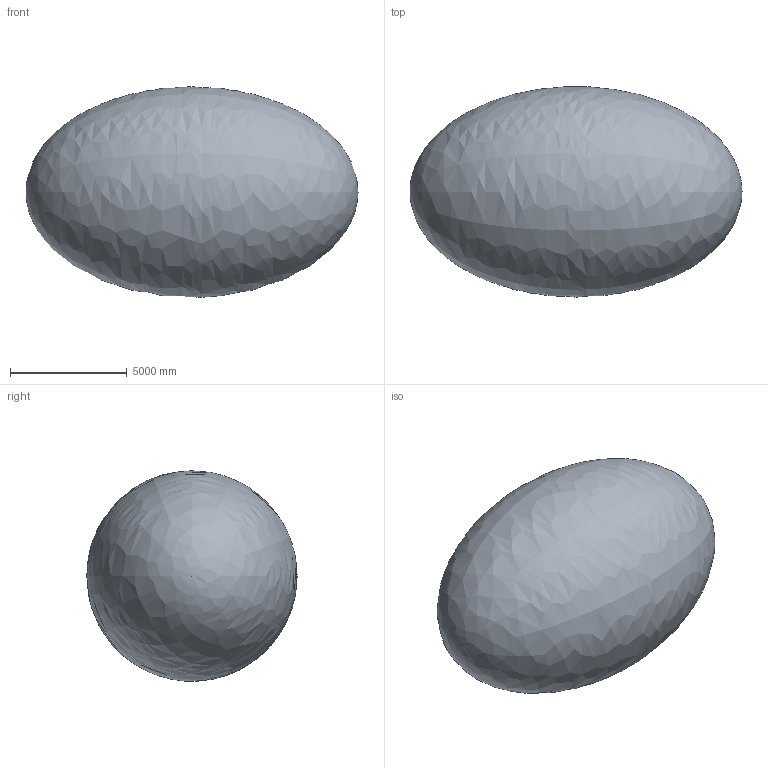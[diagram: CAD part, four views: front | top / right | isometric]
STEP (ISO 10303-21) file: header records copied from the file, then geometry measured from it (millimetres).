
FILE_DESCRIPTION(/* description */ ('STEP AP203'),/* implementation_level */ '2;1');
FILE_NAME(/* name */ 'APOLLO_capsule_immersed.step',/* time_stamp */ '2025-07-08T10:11:01-06:00',/* author */ (''),/* organization */ (''),/* preprocessor_version */ 'ST-DEVELOPER v20.1',/* originating_system */ 'Autodesk Translation Framework v14.10.0.0',/* authorisation */ '');
FILE_SCHEMA (('AUTOMOTIVE_DESIGN { 1 0 10303 214 3 1 1 }'));
Length unit declared in the file: millimetre
Products named in the file (2): APOLLO capsule; Component1
Assembly tree (1 placements, depth 2):
  APOLLO capsule
    Component1
Bounding box: 14197.43 x 8991.51 x 8998.74 mm (x, y, z)
Volume: 585903661133.3 mm3; surface area: 395122598.5 mm2
Topology: 1 solids, 2 shells, 5 faces, 9 edges, 6 vertices
Faces by surface type: sphere 2, bspline 1, torus 1, cone 1
Entity records: 210 total; most frequent: CARTESIAN_POINT 65, DIRECTION 27, ORIENTED_EDGE 14, AXIS2_PLACEMENT_3D 13, EDGE_CURVE 7, VERTEX_POINT 6, CIRCLE 5, FACE_OUTER_BOUND 5
